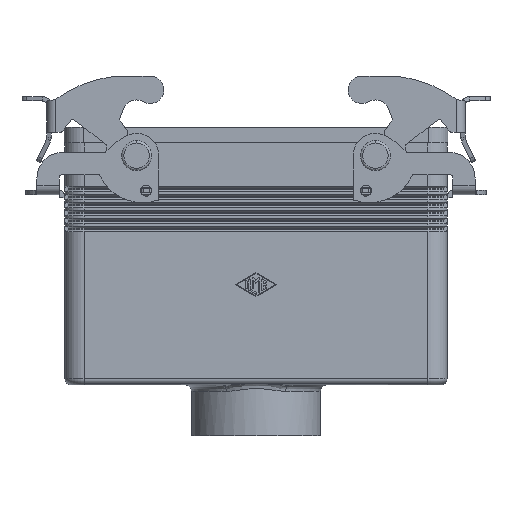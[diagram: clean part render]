
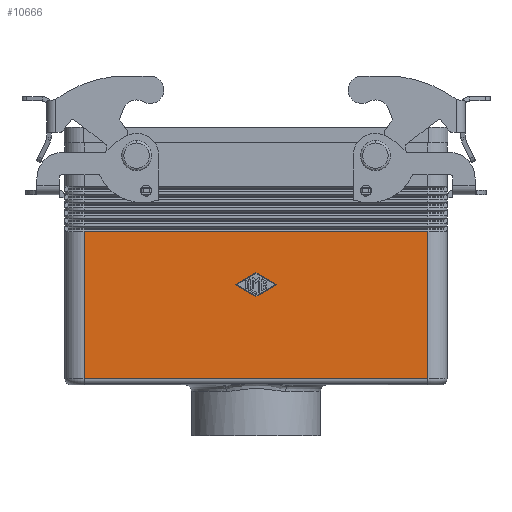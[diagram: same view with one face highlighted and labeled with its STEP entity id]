
A CAD part, front view. The second image highlights one B-rep face of the part: STEP entity #10666.
In plain terms, the highlighted planar face has unit normal (0, -1, 0).
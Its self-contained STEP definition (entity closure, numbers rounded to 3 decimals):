
#9856=CARTESIAN_POINT('',(-44.,-21.75,-40.5));
#9857=VERTEX_POINT('',#9856);
#9864=CARTESIAN_POINT('',(-37.5,-21.75,-44.249));
#9865=VERTEX_POINT('',#9864);
#9866=CARTESIAN_POINT('',(-37.5,-21.75,-44.249));
#9867=DIRECTION('',(-0.866,0.0,0.5));
#9868=VECTOR('',#9867,7.504);
#9869=LINE('',#9866,#9868);
#9870=EDGE_CURVE('',#9865,#9857,#9869,.T.);
#9895=CARTESIAN_POINT('',(-31.,-21.75,-40.5));
#9896=VERTEX_POINT('',#9895);
#9897=CARTESIAN_POINT('',(-31.,-21.75,-40.5));
#9898=DIRECTION('',(-0.866,0.0,-0.5));
#9899=VECTOR('',#9898,7.504);
#9900=LINE('',#9897,#9899);
#9901=EDGE_CURVE('',#9896,#9865,#9900,.T.);
#9926=CARTESIAN_POINT('',(-37.5,-21.75,-36.751));
#9927=VERTEX_POINT('',#9926);
#9928=CARTESIAN_POINT('',(-37.5,-21.75,-36.751));
#9929=DIRECTION('',(0.866,0.0,-0.5));
#9930=VECTOR('',#9929,7.504);
#9931=LINE('',#9928,#9930);
#9932=EDGE_CURVE('',#9927,#9896,#9931,.T.);
#9955=CARTESIAN_POINT('',(-44.,-21.75,-40.5));
#9956=DIRECTION('',(0.866,0.0,0.5));
#9957=VECTOR('',#9956,7.504);
#9958=LINE('',#9955,#9957);
#9959=EDGE_CURVE('',#9857,#9927,#9958,.T.);
#10621=CARTESIAN_POINT('',(-91.5,-21.75,9.0));
#10622=DIRECTION('',(0.0,-1.0,0.0));
#10623=DIRECTION('',(0.0,0.0,-1.0));
#10624=AXIS2_PLACEMENT_3D('',#10621,#10622,#10623);
#10625=PLANE('',#10624);
#10626=CARTESIAN_POINT('',(16.5,-21.75,-23.827));
#10627=VERTEX_POINT('',#10626);
#10628=CARTESIAN_POINT('',(-91.5,-21.75,-23.827));
#10629=VERTEX_POINT('',#10628);
#10630=CARTESIAN_POINT('',(16.5,-21.75,-23.827));
#10631=DIRECTION('',(-1.0,0.0,0.0));
#10632=VECTOR('',#10631,108.0);
#10633=LINE('',#10630,#10632);
#10634=EDGE_CURVE('',#10627,#10629,#10633,.T.);
#10635=ORIENTED_EDGE('',*,*,#10634,.T.);
#10636=CARTESIAN_POINT('',(-91.5,-21.75,-70.));
#10637=VERTEX_POINT('',#10636);
#10638=CARTESIAN_POINT('',(-91.5,-21.75,-23.827));
#10639=DIRECTION('',(0.0,0.0,-1.0));
#10640=VECTOR('',#10639,46.173);
#10641=LINE('',#10638,#10640);
#10642=EDGE_CURVE('',#10629,#10637,#10641,.T.);
#10643=ORIENTED_EDGE('',*,*,#10642,.T.);
#10644=CARTESIAN_POINT('',(16.5,-21.75,-70.));
#10645=VERTEX_POINT('',#10644);
#10646=CARTESIAN_POINT('',(16.5,-21.75,-70.));
#10647=DIRECTION('',(-1.0,0.0,0.0));
#10648=VECTOR('',#10647,108.);
#10649=LINE('',#10646,#10648);
#10650=EDGE_CURVE('',#10645,#10637,#10649,.T.);
#10651=ORIENTED_EDGE('',*,*,#10650,.F.);
#10652=CARTESIAN_POINT('',(16.5,-21.75,-23.827));
#10653=DIRECTION('',(0.0,0.0,-1.0));
#10654=VECTOR('',#10653,46.173);
#10655=LINE('',#10652,#10654);
#10656=EDGE_CURVE('',#10627,#10645,#10655,.T.);
#10657=ORIENTED_EDGE('',*,*,#10656,.F.);
#10658=EDGE_LOOP('',(#10635,#10643,#10651,#10657));
#10659=FACE_OUTER_BOUND('',#10658,.T.);
#10660=ORIENTED_EDGE('',*,*,#9870,.T.);
#10661=ORIENTED_EDGE('',*,*,#9959,.T.);
#10662=ORIENTED_EDGE('',*,*,#9932,.T.);
#10663=ORIENTED_EDGE('',*,*,#9901,.T.);
#10664=EDGE_LOOP('',(#10660,#10661,#10662,#10663));
#10665=FACE_BOUND('',#10664,.T.);
#10666=ADVANCED_FACE('',(#10659,#10665),#10625,.T.);
